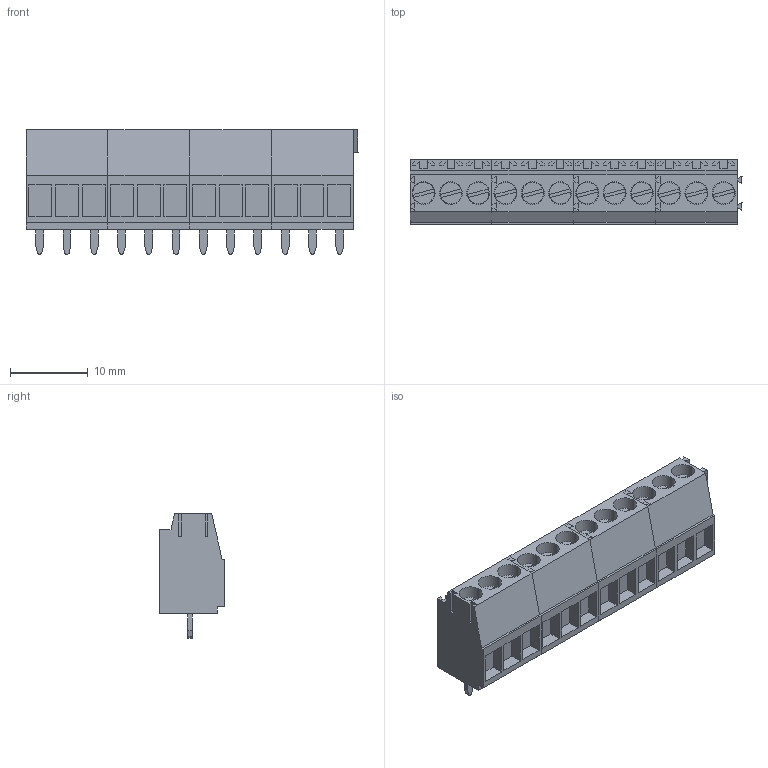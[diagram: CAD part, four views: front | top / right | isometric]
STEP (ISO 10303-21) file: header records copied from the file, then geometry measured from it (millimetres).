
FILE_DESCRIPTION(('CATIA V5 STEP Exchange','CAx-IF Rec.Pracs.--- Model Styling and Organization---1.2---2011-12-15'),'2;1');
FILE_NAME ('D1457380_0_1845110000_1845110000.stp','2018-03-12T10:51:54+00:00',('none'),('Weidmueller'),'CATIA Version 5-6 Release 2014','CATIA V5 STEP AP214','none');
FILE_SCHEMA(('AUTOMOTIVE_DESIGN { 1 0 10303 214 1 1 1 1 }'));
Length unit declared in the file: millimetre
Products named in the file (1): 1845110000
Bounding box: 42.6 x 8.3 x 16 mm (x, y, z)
Volume: 3333.2 mm3; surface area: 4391.5 mm2
Topology: 28 solids, 28 shells, 724 faces, 1896 edges, 1264 vertices
Faces by surface type: plane 616, cylinder 108
Entity records: 21626 total; most frequent: CARTESIAN_POINT 3850, ORIENTED_EDGE 3792, DIRECTION 3053, EDGE_CURVE 1896, VECTOR 1632, LINE 1632, VERTEX_POINT 1264, AXIS2_PLACEMENT_3D 837
